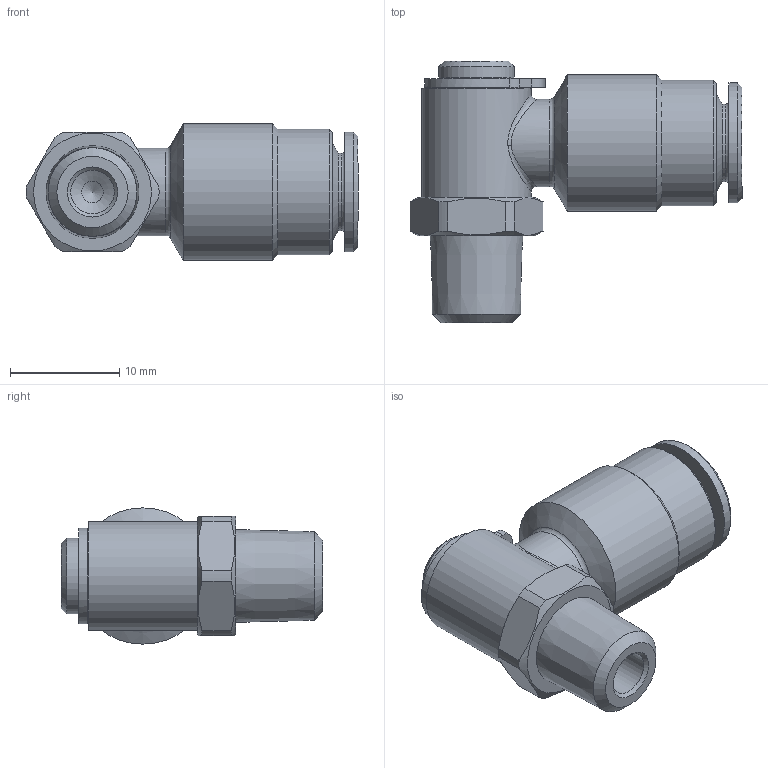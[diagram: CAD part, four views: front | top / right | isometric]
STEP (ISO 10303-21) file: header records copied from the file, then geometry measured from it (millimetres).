
FILE_DESCRIPTION(/* description */ (''),/* implementation_level */ '2;1');
FILE_NAME(/* name */ 'iqsl_m86_hd.stp',/* time_stamp */ '2017-03-29T07:50:52+02:00',/* author */ ('leitheußer'),/* organization */ (''),/* preprocessor_version */ 'ST-DEVELOPER v15.6',/* originating_system */ 'Autodesk Inventor LT ',/* authorisation */ '');
FILE_SCHEMA (('AUTOMOTIVE_DESIGN { 1 0 10303 214 3 1 1 }'));
Length unit declared in the file: millimetre
Products named in the file (1): H0080530
Bounding box: 30.44 x 24 x 12.5 mm (x, y, z)
Volume: 2923.5 mm3; surface area: 2367.5 mm2
Topology: 1 solids, 1 shells, 77 faces, 185 edges, 116 vertices
Faces by surface type: plane 30, cylinder 28, cone 15, torus 2, bspline 2
Full cylindrical faces by diameter (mm): 2 x1, 2.5 x1, 4 x1, 6.15 x1, 6.5 x1, 6.92 x1, 7.1 x1, 8 x1, 8.5 x1, 10 x1, 11 x1, 11.5 x1, 12.5 x1
Entity records: 3135 total; most frequent: CARTESIAN_POINT 1479, DIRECTION 364, ORIENTED_EDGE 290, AXIS2_PLACEMENT_3D 161, EDGE_CURVE 145, EDGE_LOOP 116, VERTEX_POINT 107, CIRCLE 85
